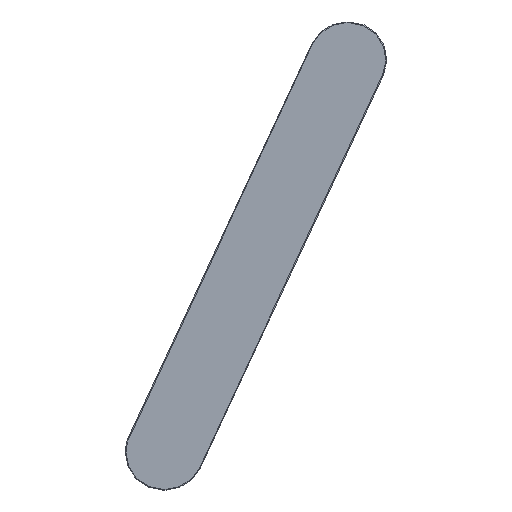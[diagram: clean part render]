
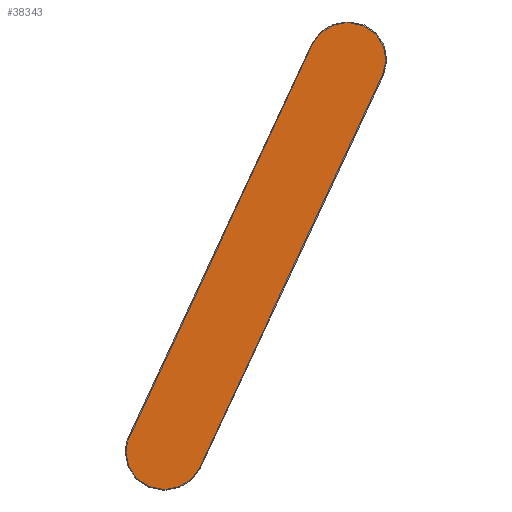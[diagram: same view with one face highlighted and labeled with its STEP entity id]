
A CAD part, top view. The second image highlights one B-rep face of the part: STEP entity #38343.
In plain terms, the highlighted planar face has unit normal (0, 0, 1).
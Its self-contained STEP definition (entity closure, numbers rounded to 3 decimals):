
#201 = VERTEX_POINT ( 'NONE', #5326 ) ;
#225 = AXIS2_PLACEMENT_3D ( 'NONE', #42779, #22646, #39629 ) ;
#398 = PLANE ( 'NONE',  #14326 ) ;
#747 = EDGE_LOOP ( 'NONE', ( #7604, #11838, #15210, #21435, #15726, #13460, #32476, #18019, #7531 ) ) ;
#832 = DIRECTION ( 'NONE',  ( 0., 0., 1. ) ) ;
#842 = EDGE_CURVE ( 'NONE', #201, #15910, #41541, .T. ) ;
#1019 = VECTOR ( 'NONE', #14514, 1000. ) ;
#1503 = CARTESIAN_POINT ( 'NONE',  ( -41.679, -63., 2. ) ) ;
#1754 = FACE_OUTER_BOUND ( 'NONE', #747, .T. ) ;
#3355 = EDGE_CURVE ( 'NONE', #35811, #27243, #6743, .T. ) ;
#3623 = DIRECTION ( 'NONE',  ( -1., 0., 0. ) ) ;
#3760 = CARTESIAN_POINT ( 'NONE',  ( 29.929, 63., 2. ) ) ;
#3821 = LINE ( 'NONE', #36177, #5399 ) ;
#4642 = CARTESIAN_POINT ( 'NONE',  ( 40.381, 57.612, 2. ) ) ;
#5160 = CARTESIAN_POINT ( 'NONE',  ( 18.177, 67.966, 2. ) ) ;
#5294 = AXIS2_PLACEMENT_3D ( 'NONE', #28663, #11662, #21966 ) ;
#5326 = CARTESIAN_POINT ( 'NONE',  ( -18.177, -67.966, 2. ) ) ;
#5399 = VECTOR ( 'NONE', #28867, 1000. ) ;
#5934 = VECTOR ( 'NONE', #26333, 1000. ) ;
#6302 = VERTEX_POINT ( 'NONE', #14592 ) ;
#6550 = CIRCLE ( 'NONE', #225, 11.75 ) ;
#6743 = CIRCLE ( 'NONE', #5294, 11.75 ) ;
#7384 = DIRECTION ( 'NONE',  ( -1., 0., 0. ) ) ;
#7531 = ORIENTED_EDGE ( 'NONE', *, *, #842, .T. ) ;
#7604 = ORIENTED_EDGE ( 'NONE', *, *, #20566, .T. ) ;
#9745 = CIRCLE ( 'NONE', #23469, 11.75 ) ;
#9761 = VERTEX_POINT ( 'NONE', #19702 ) ;
#10979 = LINE ( 'NONE', #5160, #43567 ) ;
#11662 = DIRECTION ( 'NONE',  ( 0., 0., 1. ) ) ;
#11838 = ORIENTED_EDGE ( 'NONE', *, *, #40062, .T. ) ;
#13249 = CARTESIAN_POINT ( 'NONE',  ( -28.826, -63., 2. ) ) ;
#13460 = ORIENTED_EDGE ( 'NONE', *, *, #30395, .T. ) ;
#14132 = CARTESIAN_POINT ( 'NONE',  ( 28.826, 63., 2. ) ) ;
#14326 = AXIS2_PLACEMENT_3D ( 'NONE', #14132, #31393, #7384 ) ;
#14514 = DIRECTION ( 'NONE',  ( 0.423, 0.906, 0. ) ) ;
#14592 = CARTESIAN_POINT ( 'NONE',  ( -40.578, -58.034, 2. ) ) ;
#15210 = ORIENTED_EDGE ( 'NONE', *, *, #3355, .T. ) ;
#15726 = ORIENTED_EDGE ( 'NONE', *, *, #20266, .T. ) ;
#15910 = VERTEX_POINT ( 'NONE', #34312 ) ;
#16001 = VERTEX_POINT ( 'NONE', #22378 ) ;
#16313 = EDGE_CURVE ( 'NONE', #9761, #16001, #3821, .T. ) ;
#18019 = ORIENTED_EDGE ( 'NONE', *, *, #38185, .T. ) ;
#18651 = VERTEX_POINT ( 'NONE', #1503 ) ;
#19452 = CARTESIAN_POINT ( 'NONE',  ( 28.826, 74.75, 2. ) ) ;
#19514 = DIRECTION ( 'NONE',  ( 0., 0., 1. ) ) ;
#19702 = CARTESIAN_POINT ( 'NONE',  ( -29.929, -74.75, 2. ) ) ;
#20266 = EDGE_CURVE ( 'NONE', #6302, #18651, #40662, .T. ) ;
#20566 = EDGE_CURVE ( 'NONE', #15910, #27915, #40610, .T. ) ;
#21435 = ORIENTED_EDGE ( 'NONE', *, *, #34063, .T. ) ;
#21867 = CARTESIAN_POINT ( 'NONE',  ( 28.826, 74.75, 2. ) ) ;
#21966 = DIRECTION ( 'NONE',  ( -1., 0., 0. ) ) ;
#22378 = CARTESIAN_POINT ( 'NONE',  ( -28.826, -74.75, 2. ) ) ;
#22646 = DIRECTION ( 'NONE',  ( 0., 0., 1. ) ) ;
#22829 = CARTESIAN_POINT ( 'NONE',  ( 29.929, 74.75, 2. ) ) ;
#23469 = AXIS2_PLACEMENT_3D ( 'NONE', #13249, #19514, #37106 ) ;
#24036 = AXIS2_PLACEMENT_3D ( 'NONE', #34523, #832, #37816 ) ;
#26333 = DIRECTION ( 'NONE',  ( -1., 0., 0. ) ) ;
#27243 = VERTEX_POINT ( 'NONE', #42312 ) ;
#27915 = VERTEX_POINT ( 'NONE', #22829 ) ;
#28663 = CARTESIAN_POINT ( 'NONE',  ( 28.826, 63., 2. ) ) ;
#28867 = DIRECTION ( 'NONE',  ( 1., 0., 0. ) ) ;
#30395 = EDGE_CURVE ( 'NONE', #18651, #9761, #6550, .T. ) ;
#31393 = DIRECTION ( 'NONE',  ( 0., 0., -1. ) ) ;
#32476 = ORIENTED_EDGE ( 'NONE', *, *, #16313, .T. ) ;
#34063 = EDGE_CURVE ( 'NONE', #27243, #6302, #10979, .T. ) ;
#34312 = CARTESIAN_POINT ( 'NONE',  ( 40.578, 58.034, 2. ) ) ;
#34523 = CARTESIAN_POINT ( 'NONE',  ( -29.929, -63., 2. ) ) ;
#35811 = VERTEX_POINT ( 'NONE', #21867 ) ;
#36177 = CARTESIAN_POINT ( 'NONE',  ( 28.826, -74.75, 2. ) ) ;
#37106 = DIRECTION ( 'NONE',  ( -1., 0., 0. ) ) ;
#37338 = DIRECTION ( 'NONE',  ( 0., 0., 1. ) ) ;
#37816 = DIRECTION ( 'NONE',  ( -1., 0., 0. ) ) ;
#38185 = EDGE_CURVE ( 'NONE', #16001, #201, #9745, .T. ) ;
#38343 = ADVANCED_FACE ( 'NONE', ( #1754 ), #398, .F. ) ;
#39019 = LINE ( 'NONE', #19452, #5934 ) ;
#39629 = DIRECTION ( 'NONE',  ( -1., 0., 0. ) ) ;
#40062 = EDGE_CURVE ( 'NONE', #27915, #35811, #39019, .T. ) ;
#40610 = CIRCLE ( 'NONE', #41703, 11.75 ) ;
#40662 = CIRCLE ( 'NONE', #24036, 11.75 ) ;
#41541 = LINE ( 'NONE', #4642, #1019 ) ;
#41703 = AXIS2_PLACEMENT_3D ( 'NONE', #3760, #37338, #3623 ) ;
#42312 = CARTESIAN_POINT ( 'NONE',  ( 18.177, 67.966, 2. ) ) ;
#42779 = CARTESIAN_POINT ( 'NONE',  ( -29.929, -63., 2. ) ) ;
#42898 = DIRECTION ( 'NONE',  ( -0.423, -0.906, 0. ) ) ;
#43567 = VECTOR ( 'NONE', #42898, 1000. ) ;
